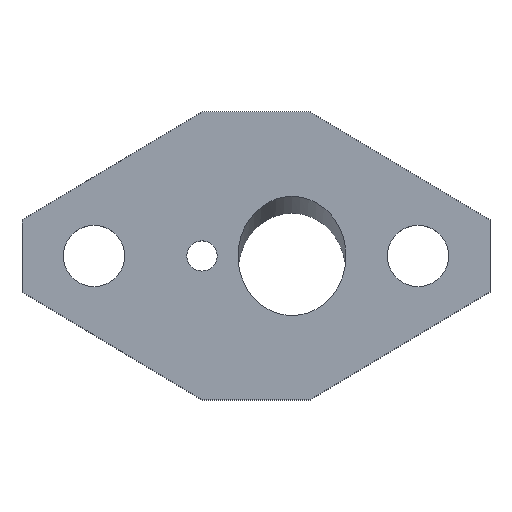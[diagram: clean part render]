
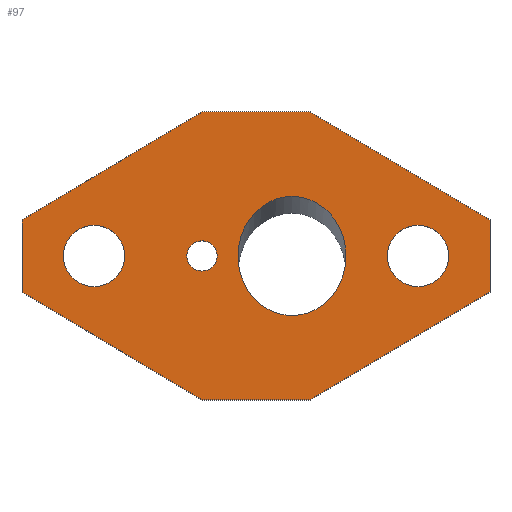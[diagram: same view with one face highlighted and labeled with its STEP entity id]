
A CAD part, top view. The second image highlights one B-rep face of the part: STEP entity #97.
In plain terms, the highlighted planar face has unit normal (0, 0, 1).
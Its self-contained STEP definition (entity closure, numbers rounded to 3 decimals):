
#97=ADVANCED_FACE('25',(#228,#229,#230,#231,#232),#233,.T.);
#99=EDGE_CURVE('74',#235,#235,#236,.T.);
#105=EDGE_CURVE('12',#242,#245,#246,.T.);
#111=EDGE_CURVE('16',#245,#253,#254,.T.);
#117=EDGE_CURVE('23',#253,#261,#262,.T.);
#123=EDGE_CURVE('30',#261,#269,#270,.T.);
#129=EDGE_CURVE('36',#269,#277,#278,.T.);
#135=EDGE_CURVE('38',#277,#285,#286,.T.);
#141=EDGE_CURVE('32',#285,#293,#294,.T.);
#147=EDGE_CURVE('19',#293,#242,#301,.T.);
#151=EDGE_CURVE('44',#305,#305,#306,.T.);
#155=EDGE_CURVE('48',#311,#311,#312,.T.);
#159=EDGE_CURVE('51',#317,#317,#318,.T.);
#228=FACE_BOUND('',#378,.T.);
#229=FACE_OUTER_BOUND('',#379,.T.);
#230=FACE_BOUND('',#380,.T.);
#231=FACE_BOUND('',#381,.T.);
#232=FACE_BOUND('',#382,.T.);
#233=PLANE('',#383);
#235=VERTEX_POINT('',#386);
#236=ELLIPSE('',#387,8.275,7.5);
#242=VERTEX_POINT('',#395);
#245=VERTEX_POINT('',#400);
#246=LINE('',#401,#402);
#253=VERTEX_POINT('',#414);
#254=LINE('',#415,#416);
#261=VERTEX_POINT('',#428);
#262=LINE('',#429,#430);
#269=VERTEX_POINT('',#442);
#270=LINE('',#443,#444);
#277=VERTEX_POINT('',#456);
#278=LINE('',#457,#458);
#285=VERTEX_POINT('',#470);
#286=LINE('',#471,#472);
#293=VERTEX_POINT('',#484);
#294=LINE('',#485,#486);
#301=LINE('',#498,#499);
#305=VERTEX_POINT('',#506);
#306=CIRCLE('',#507,4.25);
#311=VERTEX_POINT('',#514);
#312=CIRCLE('',#515,4.25);
#317=VERTEX_POINT('',#522);
#318=CIRCLE('',#523,2.1);
#378=EDGE_LOOP('',(#635));
#379=EDGE_LOOP('',(#636,#637,#638,#639,#640,#641,#642,#643));
#380=EDGE_LOOP('',(#644));
#381=EDGE_LOOP('',(#645));
#382=EDGE_LOOP('',(#646));
#383=AXIS2_PLACEMENT_3D('',#647,#648,#649);
#386=CARTESIAN_POINT('',(5.0,8.275,5.0));
#387=AXIS2_PLACEMENT_3D('',#650,#651,#652);
#395=CARTESIAN_POINT('',(-32.5,-5.0,5.0));
#400=CARTESIAN_POINT('',(-32.5,5.0,5.0));
#401=CARTESIAN_POINT('',(-32.5,-5.0,5.0));
#402=VECTOR('',#657,1.0);
#414=CARTESIAN_POINT('',(-7.5,20.0,5.0));
#415=CARTESIAN_POINT('',(-32.5,5.0,5.0));
#416=VECTOR('',#660,1.0);
#428=CARTESIAN_POINT('',(7.5,20.0,5.0));
#429=CARTESIAN_POINT('',(-7.5,20.0,5.0));
#430=VECTOR('',#663,1.0);
#442=CARTESIAN_POINT('',(32.5,5.0,5.0));
#443=CARTESIAN_POINT('',(7.5,20.0,5.0));
#444=VECTOR('',#666,1.0);
#456=CARTESIAN_POINT('',(32.5,-5.0,5.0));
#457=CARTESIAN_POINT('',(32.5,5.0,5.0));
#458=VECTOR('',#669,1.0);
#470=CARTESIAN_POINT('',(7.5,-20.0,5.0));
#471=CARTESIAN_POINT('',(32.5,-5.0,5.0));
#472=VECTOR('',#672,1.0);
#484=CARTESIAN_POINT('',(-7.5,-20.0,5.0));
#485=CARTESIAN_POINT('',(7.5,-20.0,5.0));
#486=VECTOR('',#675,1.0);
#498=CARTESIAN_POINT('',(-7.5,-20.0,5.0));
#499=VECTOR('',#678,1.0);
#506=CARTESIAN_POINT('',(26.75,0.0,5.0));
#507=AXIS2_PLACEMENT_3D('',#680,#681,#682);
#514=CARTESIAN_POINT('',(-18.25,0.0,5.0));
#515=AXIS2_PLACEMENT_3D('',#686,#687,#688);
#522=CARTESIAN_POINT('',(-5.4,0.0,5.0));
#523=AXIS2_PLACEMENT_3D('',#692,#693,#694);
#635=ORIENTED_EDGE('',*,*,#99,.T.);
#636=ORIENTED_EDGE('',*,*,#147,.F.);
#637=ORIENTED_EDGE('',*,*,#141,.F.);
#638=ORIENTED_EDGE('',*,*,#135,.F.);
#639=ORIENTED_EDGE('',*,*,#129,.F.);
#640=ORIENTED_EDGE('',*,*,#123,.F.);
#641=ORIENTED_EDGE('',*,*,#117,.F.);
#642=ORIENTED_EDGE('',*,*,#111,.F.);
#643=ORIENTED_EDGE('',*,*,#105,.F.);
#644=ORIENTED_EDGE('',*,*,#151,.F.);
#645=ORIENTED_EDGE('',*,*,#155,.F.);
#646=ORIENTED_EDGE('',*,*,#159,.F.);
#647=CARTESIAN_POINT('',(0.434,0.,5.0));
#648=DIRECTION('',(0.0,0.0,1.0));
#649=DIRECTION('',(1.0,0.0,0.0));
#650=CARTESIAN_POINT('',(5.0,0.0,5.0));
#651=DIRECTION('',(-0.0,-0.0,-1.0));
#652=DIRECTION('',(0.0,-1.0,0.0));
#657=DIRECTION('',(0.0,1.0,0.0));
#660=DIRECTION('',(0.857,0.514,0.0));
#663=DIRECTION('',(1.0,0.0,0.0));
#666=DIRECTION('',(0.857,-0.514,0.0));
#669=DIRECTION('',(0.0,-1.0,0.0));
#672=DIRECTION('',(-0.857,-0.514,0.0));
#675=DIRECTION('',(-1.0,0.0,0.0));
#678=DIRECTION('',(-0.857,0.514,0.0));
#680=CARTESIAN_POINT('',(22.5,0.0,5.0));
#681=DIRECTION('',(0.0,0.0,1.0));
#682=DIRECTION('',(1.0,0.0,0.0));
#686=CARTESIAN_POINT('',(-22.5,0.0,5.0));
#687=DIRECTION('',(0.0,0.0,1.0));
#688=DIRECTION('',(1.0,0.0,0.0));
#692=CARTESIAN_POINT('',(-7.5,0.0,5.0));
#693=DIRECTION('',(0.0,0.0,1.0));
#694=DIRECTION('',(1.0,0.0,0.0));
